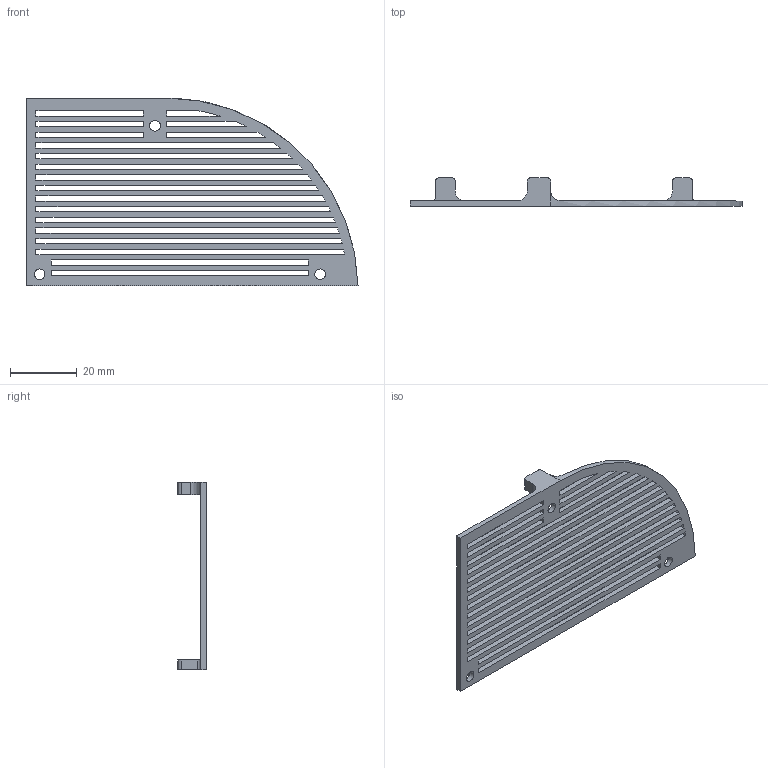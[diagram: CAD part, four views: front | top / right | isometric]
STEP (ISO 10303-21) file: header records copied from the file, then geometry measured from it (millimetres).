
FILE_DESCRIPTION(/* description */ (''),/* implementation_level */ '2;1');
FILE_NAME(/* name */ 'Cartridge cover(Mirror).step',/* time_stamp */ '2022-12-02T16:22:50+08:00',/* author */ (''),/* organization */ (''),/* preprocessor_version */ 'ST-DEVELOPER v19.2',/* originating_system */ 'Autodesk Translation Framework v11.17.0.187',/* authorisation */ '');
FILE_SCHEMA (('AUTOMOTIVE_DESIGN { 1 0 10303 214 3 1 1 }'));
Length unit declared in the file: millimetre
Products named in the file (1): Cartridge cover(Mirror)
Bounding box: 99.69 x 8.55 x 56.4 mm (x, y, z)
Volume: 5089.3 mm3; surface area: 10794.1 mm2
Topology: 1 solids, 1 shells, 106 faces, 321 edges, 214 vertices
Faces by surface type: plane 76, cylinder 30
Full cylindrical faces by diameter (mm): 3.2 x3
Entity records: 3713 total; most frequent: CARTESIAN_POINT 651, ORIENTED_EDGE 642, DIRECTION 594, EDGE_CURVE 321, LINE 260, VECTOR 260, VERTEX_POINT 214, AXIS2_PLACEMENT_3D 167
